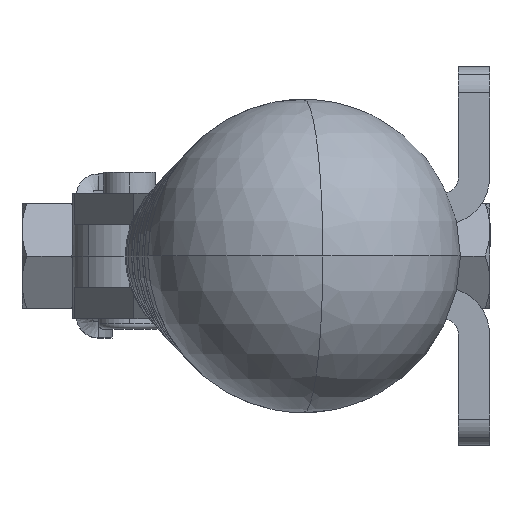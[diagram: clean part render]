
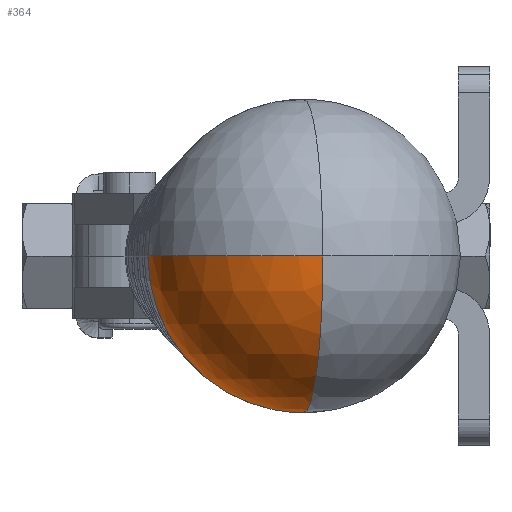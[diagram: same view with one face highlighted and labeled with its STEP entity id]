
A CAD part, left-side view. The second image highlights one B-rep face of the part: STEP entity #364.
In plain terms, the highlighted spherical face has radius 15 mm.
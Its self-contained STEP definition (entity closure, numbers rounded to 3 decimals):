
#301=CARTESIAN_POINT('',(-96.491,30.074,-6.));
#302=VERTEX_POINT('',#301);
#303=CARTESIAN_POINT('',(-81.604,31.912,-21.));
#304=VERTEX_POINT('',#303);
#305=CARTESIAN_POINT('',(-81.604,31.912,-6.));
#306=DIRECTION('',(0.122,-0.992,0.0));
#307=DIRECTION('',(0.0,0.0,1.0));
#308=AXIS2_PLACEMENT_3D('',#305,#306,#307);
#309=CIRCLE('',#308,15.0);
#310=EDGE_CURVE('',#302,#304,#309,.T.);
#331=CARTESIAN_POINT('',(-81.604,31.912,-6.));
#332=DIRECTION('',(0.0,0.0,-1.0));
#333=DIRECTION('',(-0.992,-0.122,0.));
#334=AXIS2_PLACEMENT_3D('',#331,#332,#333);
#335=SPHERICAL_SURFACE('',#334,15.0);
#336=CARTESIAN_POINT('',(-81.383,31.939,-20.998));
#337=VERTEX_POINT('',#336);
#338=CARTESIAN_POINT('',(-81.604,31.912,-6.));
#339=DIRECTION('',(0.122,-0.992,0.0));
#340=DIRECTION('',(0.0,0.0,1.0));
#341=AXIS2_PLACEMENT_3D('',#338,#339,#340);
#342=CIRCLE('',#341,15.0);
#343=EDGE_CURVE('',#304,#337,#342,.T.);
#344=ORIENTED_EDGE('',*,*,#343,.F.);
#345=ORIENTED_EDGE('',*,*,#310,.F.);
#346=CARTESIAN_POINT('',(-83.22,46.824,-6.));
#347=VERTEX_POINT('',#346);
#348=CARTESIAN_POINT('',(-81.604,31.912,-6.));
#349=DIRECTION('',(0.,0.,-1.0));
#350=DIRECTION('',(-0.992,-0.122,0.));
#351=AXIS2_PLACEMENT_3D('',#348,#349,#350);
#352=CIRCLE('',#351,15.0);
#353=EDGE_CURVE('',#302,#347,#352,.T.);
#354=ORIENTED_EDGE('',*,*,#353,.T.);
#355=CARTESIAN_POINT('',(-81.383,31.939,-6.));
#356=DIRECTION('',(-0.992,-0.122,0.0));
#357=DIRECTION('',(0.0,0.0,1.0));
#358=AXIS2_PLACEMENT_3D('',#355,#356,#357);
#359=CIRCLE('',#358,14.998);
#360=EDGE_CURVE('',#347,#337,#359,.T.);
#361=ORIENTED_EDGE('',*,*,#360,.T.);
#362=EDGE_LOOP('',(#344,#345,#354,#361));
#363=FACE_OUTER_BOUND('',#362,.T.);
#364=ADVANCED_FACE('',(#363),#335,.T.);
